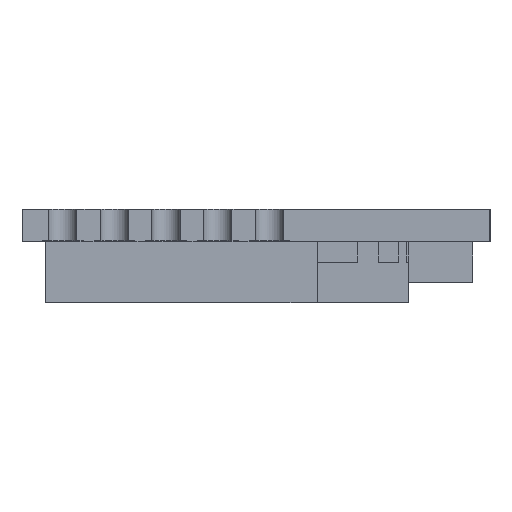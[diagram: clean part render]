
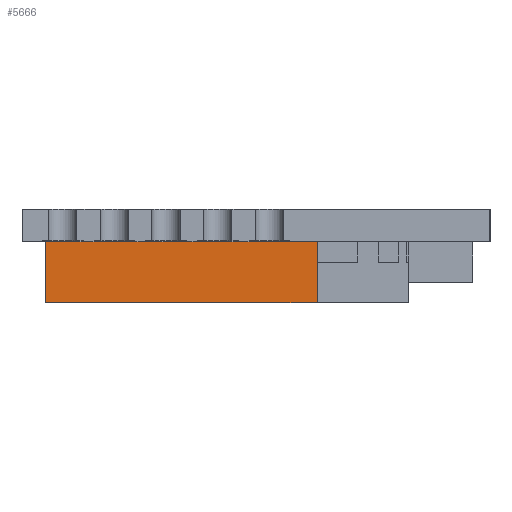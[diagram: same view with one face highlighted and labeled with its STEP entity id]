
A CAD part, left-side view. The second image highlights one B-rep face of the part: STEP entity #5666.
In plain terms, the highlighted planar face has unit normal (-1, 0, 0).
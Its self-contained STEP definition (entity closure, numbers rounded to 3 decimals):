
#856=VERTEX_POINT('NONE',#857);
#857=CARTESIAN_POINT('',(-5.738,5.15,0.0));
#863=EDGE_CURVE('NONE',#856,#864,#866,.F.);
#864=VERTEX_POINT('NONE',#865);
#865=CARTESIAN_POINT('',(-5.738,-1.5,0.0));
#866=LINE('',#867,#868);
#867=CARTESIAN_POINT('',(-5.738,5.17,0.0));
#868=VECTOR('',#869,1.0);
#869=DIRECTION('',(0.,1.0,0.0));
#992=EDGE_CURVE('NONE',#864,#993,#995,.F.);
#993=VERTEX_POINT('NONE',#994);
#994=CARTESIAN_POINT('',(-5.738,-1.5,-1.5));
#995=LINE('',#996,#997);
#996=CARTESIAN_POINT('',(-5.738,-1.5,-1.5));
#997=VECTOR('',#998,1.0);
#998=DIRECTION('',(0.0,0.0,1.0));
#5577=VERTEX_POINT('NONE',#5578);
#5578=CARTESIAN_POINT('',(-5.738,5.17,0.0));
#5584=EDGE_CURVE('NONE',#5577,#856,#5585,.F.);
#5585=LINE('',#5586,#5587);
#5586=CARTESIAN_POINT('',(-5.738,5.17,0.0));
#5587=VECTOR('',#5588,1.0);
#5588=DIRECTION('',(0.,1.0,0.0));
#5666=ADVANCED_FACE('NONE',(#5667),#5686,.F.);
#5667=FACE_BOUND('NONE',#5668,.T.);
#5668=EDGE_LOOP('',(#5669,#5670,#5671,#5679,#5685));
#5669=ORIENTED_EDGE('',*,*,#863,.F.);
#5670=ORIENTED_EDGE('',*,*,#5584,.F.);
#5671=ORIENTED_EDGE('',*,*,#5672,.T.);
#5672=EDGE_CURVE('NONE',#5577,#5673,#5675,.F.);
#5673=VERTEX_POINT('NONE',#5674);
#5674=CARTESIAN_POINT('',(-5.738,5.17,-1.5));
#5675=LINE('',#5676,#5677);
#5676=CARTESIAN_POINT('',(-5.738,5.17,-1.5));
#5677=VECTOR('',#5678,1.0);
#5678=DIRECTION('',(0.0,0.0,1.0));
#5679=ORIENTED_EDGE('',*,*,#5680,.T.);
#5680=EDGE_CURVE('NONE',#5673,#993,#5681,.F.);
#5681=LINE('',#5682,#5683);
#5682=CARTESIAN_POINT('',(-5.738,5.17,-1.5));
#5683=VECTOR('',#5684,1.0);
#5684=DIRECTION('',(0.,1.0,0.0));
#5685=ORIENTED_EDGE('',*,*,#992,.F.);
#5686=PLANE('',#5687);
#5687=AXIS2_PLACEMENT_3D('',#5688,#5689,#5690);
#5688=CARTESIAN_POINT('',(-5.738,5.17,-1.5));
#5689=DIRECTION('',(1.0,0.,0.0));
#5690=DIRECTION('',(0.,1.0,0.0));
